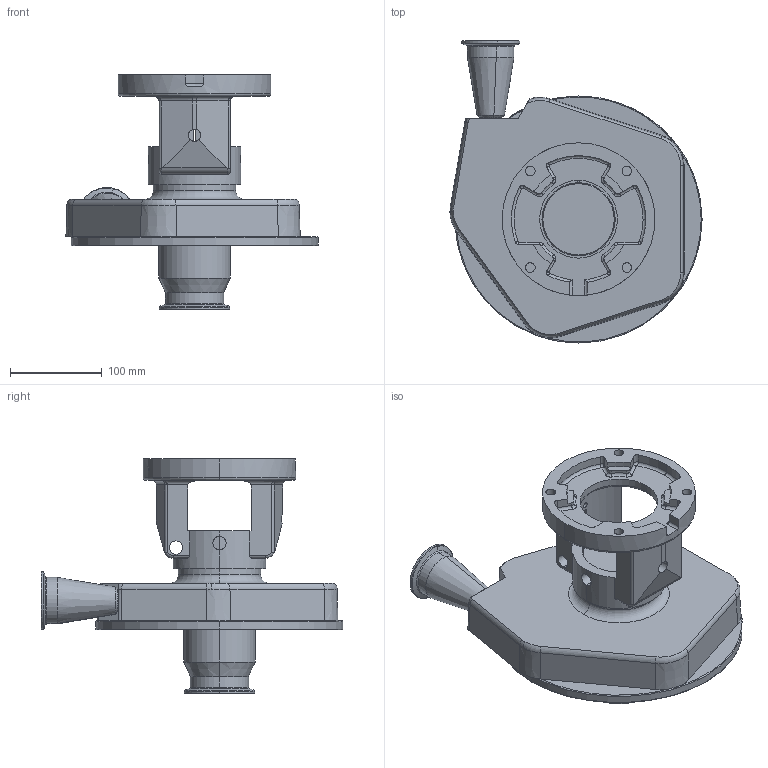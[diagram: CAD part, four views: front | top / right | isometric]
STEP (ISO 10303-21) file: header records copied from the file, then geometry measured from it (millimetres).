
FILE_DESCRIPTION (( 'STEP AP214' ), '1' );
FILE_NAME ('FPR 741-742 140TC VERT.STEP', '2023-01-10T17:52:32', ( '' ), ( '' ), 'SwSTEP 2.0', 'SolidWorks 2021', '' );
FILE_SCHEMA (( 'AUTOMOTIVE_DESIGN' ));
Length unit declared in the file: millimetre
Products named in the file (1): FPR 741-742 140TC VERT
Bounding box: 275.58 x 330 x 256 mm (x, y, z)
Volume: 2535937.4 mm3; surface area: 452865.2 mm2
Topology: 1 solids, 6 shells, 411 faces, 990 edges, 583 vertices
Faces by surface type: cylinder 154, torus 104, plane 82, cone 60, bspline 7, sphere 4
Entity records: 13417 total; most frequent: CARTESIAN_POINT 3692, DIRECTION 2234, ORIENTED_EDGE 1940, EDGE_CURVE 970, AXIS2_PLACEMENT_3D 943, VERTEX_POINT 582, CIRCLE 538, EDGE_LOOP 450
